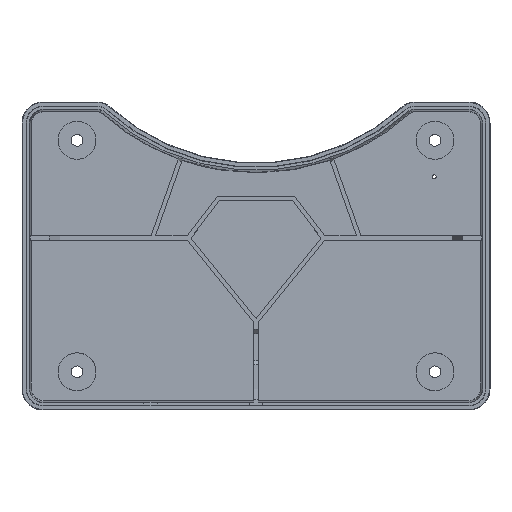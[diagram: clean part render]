
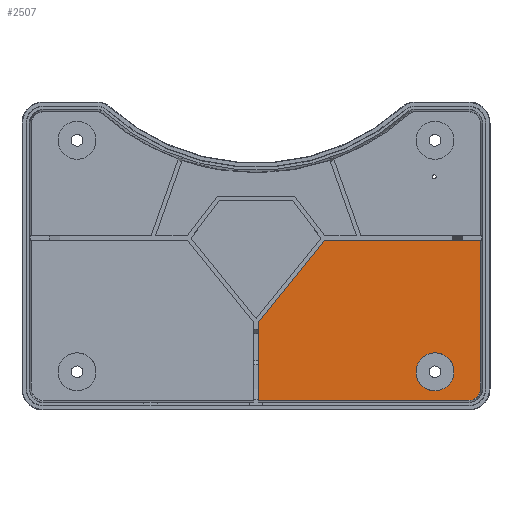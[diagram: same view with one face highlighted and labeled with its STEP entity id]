
A CAD part, top view. The second image highlights one B-rep face of the part: STEP entity #2507.
In plain terms, the highlighted planar face has unit normal (0, 0, 1).
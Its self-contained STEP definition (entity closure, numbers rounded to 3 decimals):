
#2242=VECTOR('Line Direction',#2241,1.) ;
#2270=VECTOR('Line Direction',#2269,1.) ;
#2437=VECTOR('Line Direction',#2436,1.) ;
#2444=VECTOR('Line Direction',#2443,1.) ;
#2241=DIRECTION('Vector Direction',(1.,0.,0.)) ;
#2269=DIRECTION('Vector Direction',(0.,-1.,0.)) ;
#2425=DIRECTION('Axis2P3D Direction',(0.,0.,-1.)) ;
#2426=DIRECTION('Axis2P3D XDirection',(1.,0.,0.)) ;
#2436=DIRECTION('Vector Direction',(0.,-1.,0.)) ;
#2443=DIRECTION('Vector Direction',(1.,0.,0.)) ;
#2237=CARTESIAN_POINT('Vertex',(16.287,-2.295,-9.514)) ;
#2240=CARTESIAN_POINT('Line Origine',(34.768,-2.295,-9.514)) ;
#2244=CARTESIAN_POINT('Vertex',(53.25,-2.295,-9.514)) ;
#2268=CARTESIAN_POINT('Line Origine',(53.25,-6.068,-9.514)) ;
#2272=CARTESIAN_POINT('Vertex',(53.25,-37.647,-9.514)) ;
#2424=CARTESIAN_POINT('Axis2P3D Location',(0.,0.,-9.514)) ;
#2430=CARTESIAN_POINT('Control Point',(16.287,-2.295,-9.514)) ;
#2431=CARTESIAN_POINT('Control Point',(0.5,-21.953,-9.514)) ;
#2432=CARTESIAN_POINT('Vertex',(0.5,-21.953,-9.514)) ;
#2435=CARTESIAN_POINT('Line Origine',(0.5,-6.068,-9.514)) ;
#2439=CARTESIAN_POINT('Vertex',(0.5,-40.317,-9.514)) ;
#2442=CARTESIAN_POINT('Line Origine',(0.,-40.317,-9.514)) ;
#2446=CARTESIAN_POINT('Vertex',(50.579,-40.317,-9.514)) ;
#2450=CARTESIAN_POINT('Control Point',(53.25,-37.647,-9.514)) ;
#2451=CARTESIAN_POINT('Control Point',(53.25,-38.487,-9.514)) ;
#2452=CARTESIAN_POINT('Control Point',(52.921,-39.327,-9.514)) ;
#2453=CARTESIAN_POINT('Control Point',(52.259,-39.988,-9.514)) ;
#2454=CARTESIAN_POINT('Control Point',(51.42,-40.317,-9.514)) ;
#2455=CARTESIAN_POINT('Control Point',(50.579,-40.317,-9.514)) ;
#2466=CARTESIAN_POINT('Control Point',(38.,-33.568,-9.514)) ;
#2467=CARTESIAN_POINT('Control Point',(38.,-32.861,-9.514)) ;
#2468=CARTESIAN_POINT('Control Point',(38.139,-32.154,-9.514)) ;
#2469=CARTESIAN_POINT('Control Point',(38.417,-31.483,-9.514)) ;
#2470=CARTESIAN_POINT('Control Point',(39.22,-30.287,-9.514)) ;
#2471=CARTESIAN_POINT('Control Point',(40.416,-29.484,-9.514)) ;
#2472=CARTESIAN_POINT('Control Point',(41.086,-29.206,-9.514)) ;
#2473=CARTESIAN_POINT('Control Point',(42.5,-28.929,-9.514)) ;
#2474=CARTESIAN_POINT('Control Point',(43.914,-29.206,-9.514)) ;
#2475=CARTESIAN_POINT('Control Point',(44.584,-29.484,-9.514)) ;
#2476=CARTESIAN_POINT('Control Point',(45.78,-30.287,-9.514)) ;
#2477=CARTESIAN_POINT('Control Point',(46.583,-31.483,-9.514)) ;
#2478=CARTESIAN_POINT('Control Point',(46.861,-32.154,-9.514)) ;
#2479=CARTESIAN_POINT('Control Point',(47.,-32.861,-9.514)) ;
#2480=CARTESIAN_POINT('Control Point',(47.,-33.568,-9.514)) ;
#2481=CARTESIAN_POINT('Vertex',(47.,-33.568,-9.514)) ;
#2483=CARTESIAN_POINT('Vertex',(38.,-33.568,-9.514)) ;
#2487=CARTESIAN_POINT('Control Point',(47.,-33.568,-9.514)) ;
#2488=CARTESIAN_POINT('Control Point',(47.,-34.274,-9.514)) ;
#2489=CARTESIAN_POINT('Control Point',(46.861,-34.981,-9.514)) ;
#2490=CARTESIAN_POINT('Control Point',(46.583,-35.652,-9.514)) ;
#2491=CARTESIAN_POINT('Control Point',(45.78,-36.848,-9.514)) ;
#2492=CARTESIAN_POINT('Control Point',(44.584,-37.651,-9.514)) ;
#2493=CARTESIAN_POINT('Control Point',(43.914,-37.929,-9.514)) ;
#2494=CARTESIAN_POINT('Control Point',(42.5,-38.206,-9.514)) ;
#2495=CARTESIAN_POINT('Control Point',(41.086,-37.929,-9.514)) ;
#2496=CARTESIAN_POINT('Control Point',(40.416,-37.651,-9.514)) ;
#2497=CARTESIAN_POINT('Control Point',(39.22,-36.848,-9.514)) ;
#2498=CARTESIAN_POINT('Control Point',(38.417,-35.652,-9.514)) ;
#2499=CARTESIAN_POINT('Control Point',(38.139,-34.981,-9.514)) ;
#2500=CARTESIAN_POINT('Control Point',(38.,-34.274,-9.514)) ;
#2501=CARTESIAN_POINT('Control Point',(38.,-33.568,-9.514)) ;
#2427=AXIS2_PLACEMENT_3D('Plane Axis2P3D',#2424,#2425,#2426) ;
#2506=FACE_BOUND('',#2503,.T.) ;
#2246=EDGE_CURVE('',#2238,#2245,#2243,.T.) ;
#2274=EDGE_CURVE('',#2245,#2273,#2271,.T.) ;
#2434=EDGE_CURVE('',#2238,#2433,#2429,.T.) ;
#2441=EDGE_CURVE('',#2433,#2440,#2438,.T.) ;
#2448=EDGE_CURVE('',#2440,#2447,#2445,.T.) ;
#2456=EDGE_CURVE('',#2273,#2447,#2449,.T.) ;
#2485=EDGE_CURVE('',#2482,#2484,#2465,.F.) ;
#2502=EDGE_CURVE('',#2482,#2484,#2486,.T.) ;
#2428=PLANE('Plane',#2427) ;
#2458=ORIENTED_EDGE('',*,*,#2246,.F.) ;
#2459=ORIENTED_EDGE('',*,*,#2434,.T.) ;
#2460=ORIENTED_EDGE('',*,*,#2441,.T.) ;
#2461=ORIENTED_EDGE('',*,*,#2448,.T.) ;
#2462=ORIENTED_EDGE('',*,*,#2456,.F.) ;
#2463=ORIENTED_EDGE('',*,*,#2274,.F.) ;
#2504=ORIENTED_EDGE('',*,*,#2485,.F.) ;
#2505=ORIENTED_EDGE('',*,*,#2502,.T.) ;
#2243=LINE('Line',#2240,#2242) ;
#2271=LINE('Line',#2268,#2270) ;
#2438=LINE('Line',#2435,#2437) ;
#2445=LINE('Line',#2442,#2444) ;
#2507=ADVANCED_FACE('BOTTOM COVER',(#2464,#2506),#2428,.F.) ;
#2238=VERTEX_POINT('',#2237) ;
#2245=VERTEX_POINT('',#2244) ;
#2273=VERTEX_POINT('',#2272) ;
#2433=VERTEX_POINT('',#2432) ;
#2440=VERTEX_POINT('',#2439) ;
#2447=VERTEX_POINT('',#2446) ;
#2482=VERTEX_POINT('',#2481) ;
#2484=VERTEX_POINT('',#2483) ;
#2429=B_SPLINE_CURVE_WITH_KNOTS('',1,(#2430,#2431),.UNSPECIFIED.,.F.,.U.,(2,2),(-12.606,12.606),.UNSPECIFIED.) ;
#2449=B_SPLINE_CURVE_WITH_KNOTS('',5,(#2450,#2451,#2452,#2453,#2454,#2455),.UNSPECIFIED.,.F.,.U.,(6,6),(4.751,16.627),.UNSPECIFIED.) ;
#2465=B_SPLINE_CURVE_WITH_KNOTS('',5,(#2466,#2467,#2468,#2469,#2470,#2471,#2472,#2473,#2474,#2475,#2476,#2477,#2478,#2479,#2480),.UNSPECIFIED.,.F.,.U.,(6,3,3,3,6),(14.137,17.671,21.206,24.74,28.274),.UNSPECIFIED.) ;
#2486=B_SPLINE_CURVE_WITH_KNOTS('',5,(#2487,#2488,#2489,#2490,#2491,#2492,#2493,#2494,#2495,#2496,#2497,#2498,#2499,#2500,#2501),.UNSPECIFIED.,.F.,.U.,(6,3,3,3,6),(0.,3.534,7.069,10.603,14.137),.UNSPECIFIED.) ;
#2457=EDGE_LOOP('',(#2458,#2459,#2460,#2461,#2462,#2463)) ;
#2503=EDGE_LOOP('',(#2504,#2505)) ;
#2464=FACE_OUTER_BOUND('',#2457,.T.) ;
